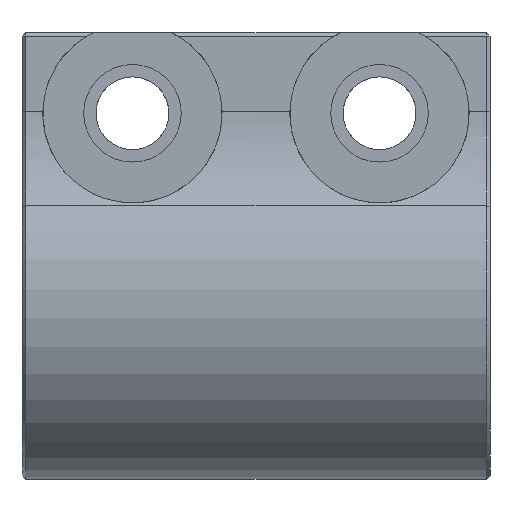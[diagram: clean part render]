
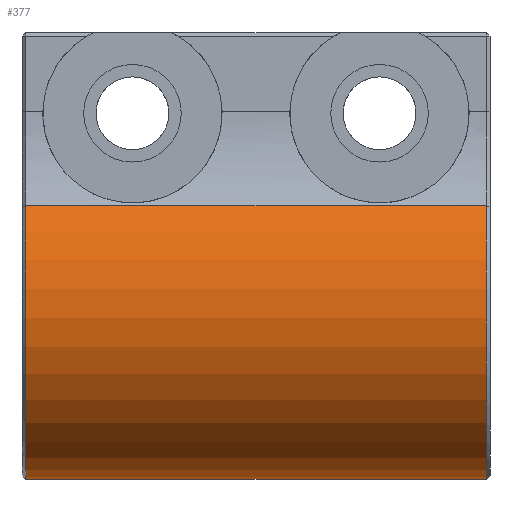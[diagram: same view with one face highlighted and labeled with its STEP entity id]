
A CAD part, left-side view. The second image highlights one B-rep face of the part: STEP entity #377.
In plain terms, the highlighted cylindrical face has radius 6.35 mm (diameter 12.7 mm), a partial arc.
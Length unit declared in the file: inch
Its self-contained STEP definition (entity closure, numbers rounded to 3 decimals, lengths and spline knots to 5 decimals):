
#36 = AXIS2_PLACEMENT_3D ( 'NONE', #505, #1536, #661 ) ;
#161 = VERTEX_POINT ( 'NONE', #685 ) ;
#166 = EDGE_CURVE ( 'NONE', #1831, #161, #1264, .T. ) ;
#171 = EDGE_CURVE ( 'NONE', #388, #854, #1309, .T. ) ;
#197 = EDGE_CURVE ( 'NONE', #854, #1831, #1210, .T. ) ;
#200 = EDGE_LOOP ( 'NONE', ( #1354, #1295, #326, #1634 ) ) ;
#326 = ORIENTED_EDGE ( 'NONE', *, *, #1016, .T. ) ;
#377 = ADVANCED_FACE ( 'NONE', ( #1728 ), #915, .T. ) ;
#388 = VERTEX_POINT ( 'NONE', #1593 ) ;
#437 = CARTESIAN_POINT ( 'NONE',  ( 0., 0.6475, -0.25 ) ) ;
#505 = CARTESIAN_POINT ( 'NONE',  ( 0., 0.6475, 0. ) ) ;
#533 = DIRECTION ( 'NONE',  ( 0., -1., 0. ) ) ;
#556 = CARTESIAN_POINT ( 'NONE',  ( 0., 0.6525, 0. ) ) ;
#661 = DIRECTION ( 'NONE',  ( 0., 0., 1. ) ) ;
#685 = CARTESIAN_POINT ( 'NONE',  ( 0., 0.005, -0.25 ) ) ;
#712 = CARTESIAN_POINT ( 'NONE',  ( -0.2125, 0.6475, 0.1317 ) ) ;
#761 = CARTESIAN_POINT ( 'NONE',  ( 0., 0.005, 0. ) ) ;
#854 = VERTEX_POINT ( 'NONE', #712 ) ;
#879 = VECTOR ( 'NONE', #533, 39.37008 ) ;
#910 = DIRECTION ( 'NONE',  ( 0., 0., 1. ) ) ;
#915 = CYLINDRICAL_SURFACE ( 'NONE', #1722, 0.25 ) ;
#920 = AXIS2_PLACEMENT_3D ( 'NONE', #761, #1787, #910 ) ;
#1016 = EDGE_CURVE ( 'NONE', #161, #388, #1554, .T. ) ;
#1127 = CARTESIAN_POINT ( 'NONE',  ( 0., 0.6525, -0.25 ) ) ;
#1210 = CIRCLE ( 'NONE', #36, 0.25 ) ;
#1264 = LINE ( 'NONE', #1127, #879 ) ;
#1295 = ORIENTED_EDGE ( 'NONE', *, *, #166, .T. ) ;
#1309 = LINE ( 'NONE', #1418, #1649 ) ;
#1354 = ORIENTED_EDGE ( 'NONE', *, *, #197, .T. ) ;
#1418 = CARTESIAN_POINT ( 'NONE',  ( -0.2125, 0.6525, 0.1317 ) ) ;
#1433 = DIRECTION ( 'NONE',  ( 0., 0., -1. ) ) ;
#1440 = DIRECTION ( 'NONE',  ( 0., -1., 0. ) ) ;
#1536 = DIRECTION ( 'NONE',  ( 0., -1., 0. ) ) ;
#1554 = CIRCLE ( 'NONE', #920, 0.25 ) ;
#1570 = DIRECTION ( 'NONE',  ( 0., 1., 0. ) ) ;
#1593 = CARTESIAN_POINT ( 'NONE',  ( -0.2125, 0.005, 0.1317 ) ) ;
#1634 = ORIENTED_EDGE ( 'NONE', *, *, #171, .T. ) ;
#1649 = VECTOR ( 'NONE', #1570, 39.37008 ) ;
#1722 = AXIS2_PLACEMENT_3D ( 'NONE', #556, #1440, #1433 ) ;
#1728 = FACE_OUTER_BOUND ( 'NONE', #200, .T. ) ;
#1787 = DIRECTION ( 'NONE',  ( 0., 1., 0. ) ) ;
#1831 = VERTEX_POINT ( 'NONE', #437 ) ;
